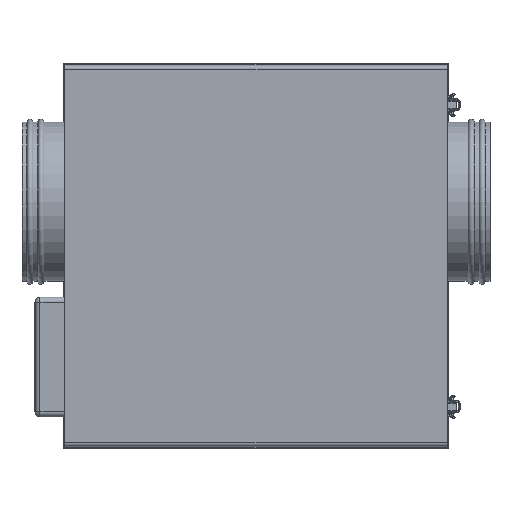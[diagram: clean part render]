
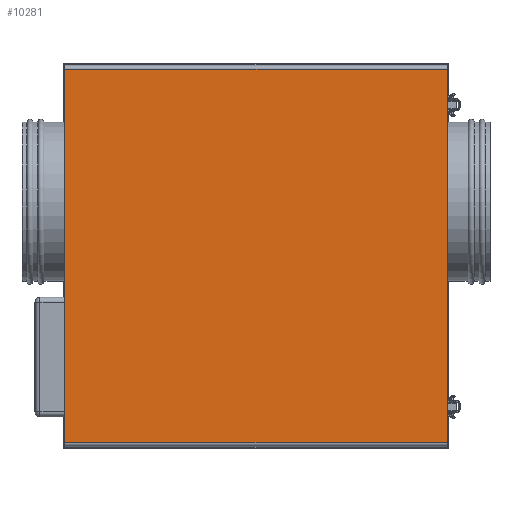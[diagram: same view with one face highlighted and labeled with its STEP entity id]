
A CAD part, front view. The second image highlights one B-rep face of the part: STEP entity #10281.
In plain terms, the highlighted planar face has unit normal (0, -1, 0).
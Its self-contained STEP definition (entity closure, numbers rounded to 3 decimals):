
#10281 = ADVANCED_FACE ( 'NONE', ( #13933 ), #13903, .F. ) ;
#10294 = EDGE_LOOP ( 'NONE', ( #10295, #10336, #10337, #10340 ) ) ;
#10295 = ORIENTED_EDGE ( 'NONE', *, *, #10296, .T. ) ;
#10296 = EDGE_CURVE ( 'NONE', #10335, #10524, #13961, .T. ) ;
#10335 = VERTEX_POINT ( 'NONE', #14261 ) ;
#10336 = ORIENTED_EDGE ( 'NONE', *, *, #10404, .T. ) ;
#10337 = ORIENTED_EDGE ( 'NONE', *, *, #10338, .F. ) ;
#10338 = EDGE_CURVE ( 'NONE', #10339, #10402, #14162, .T. ) ;
#10339 = VERTEX_POINT ( 'NONE', #14149 ) ;
#10340 = ORIENTED_EDGE ( 'NONE', *, *, #10341, .T. ) ;
#10341 = EDGE_CURVE ( 'NONE', #10339, #10335, #14144, .T. ) ;
#10402 = VERTEX_POINT ( 'NONE', #14097 ) ;
#10404 = EDGE_CURVE ( 'NONE', #10524, #10402, #14096, .T. ) ;
#10524 = VERTEX_POINT ( 'NONE', #14524 ) ;
#13899 = DIRECTION ( 'NONE',  ( 0., 0., 1. ) ) ;
#13900 = DIRECTION ( 'NONE',  ( 0., 1., 0. ) ) ;
#13901 = CARTESIAN_POINT ( 'NONE',  ( -192., 0., 383. ) ) ;
#13902 = AXIS2_PLACEMENT_3D ( 'NONE', #13901, #13900, #13899 ) ;
#13903 = PLANE ( 'NONE',  #13902 ) ;
#13933 = FACE_OUTER_BOUND ( 'NONE', #10294, .T. ) ;
#13961 = LINE ( 'NONE', #13982, #13967 ) ;
#13967 = VECTOR ( 'NONE', #13973, 1000. ) ;
#13973 = DIRECTION ( 'NONE',  ( -1., 0., 0. ) ) ;
#13982 = CARTESIAN_POINT ( 'NONE',  ( 192., 0., 379.263 ) ) ;
#14093 = DIRECTION ( 'NONE',  ( 0., 0., -1. ) ) ;
#14094 = VECTOR ( 'NONE', #14093, 1000. ) ;
#14095 = CARTESIAN_POINT ( 'NONE',  ( -192., 0., 383. ) ) ;
#14096 = LINE ( 'NONE', #14095, #14094 ) ;
#14097 = CARTESIAN_POINT ( 'NONE',  ( -192., 0., 3.737 ) ) ;
#14138 = DIRECTION ( 'NONE',  ( 0., 0., 1. ) ) ;
#14139 = VECTOR ( 'NONE', #14138, 1000. ) ;
#14143 = CARTESIAN_POINT ( 'NONE',  ( 192., 0., 383. ) ) ;
#14144 = LINE ( 'NONE', #14143, #14139 ) ;
#14149 = CARTESIAN_POINT ( 'NONE',  ( 192., 0., 3.737 ) ) ;
#14150 = DIRECTION ( 'NONE',  ( -1., 0., 0. ) ) ;
#14160 = VECTOR ( 'NONE', #14150, 1000. ) ;
#14161 = CARTESIAN_POINT ( 'NONE',  ( -192., 0., 3.737 ) ) ;
#14162 = LINE ( 'NONE', #14161, #14160 ) ;
#14261 = CARTESIAN_POINT ( 'NONE',  ( 192., 0., 379.263 ) ) ;
#14524 = CARTESIAN_POINT ( 'NONE',  ( -192., 0., 379.263 ) ) ;
